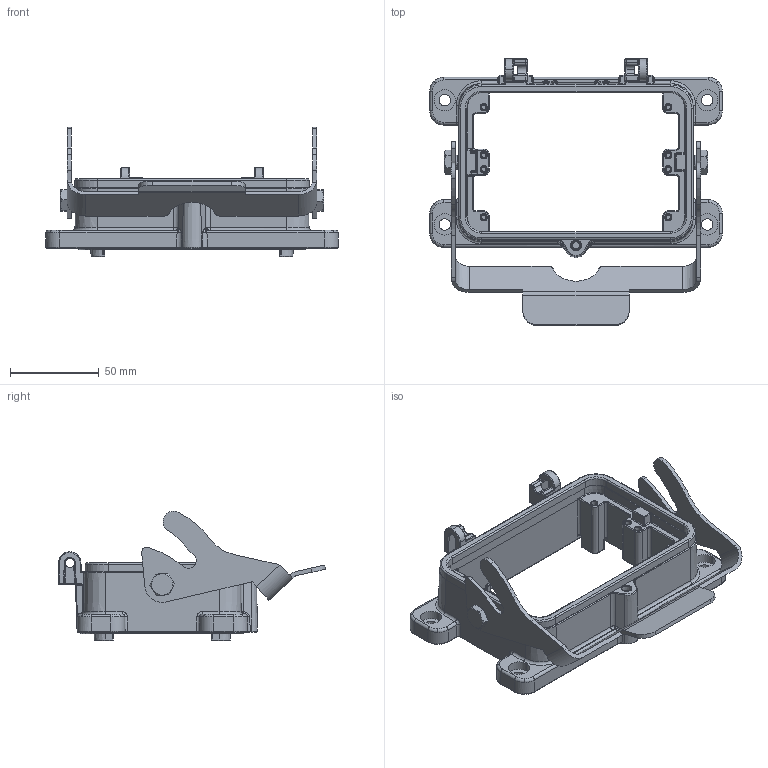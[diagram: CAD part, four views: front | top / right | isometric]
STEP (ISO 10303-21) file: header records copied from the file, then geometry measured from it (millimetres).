
FILE_DESCRIPTION(/* description */ (''),/* implementation_level */ '2;1');
FILE_NAME(/* name */ '3D_1240483251001_HV48B-BK-1L_S_V1.1.stp',/* time_stamp */ '2024-02-04T19:58:56+08:00',/* author */ (''),/* organization */ (''),/* preprocessor_version */ 'ST-DEVELOPER v18.1',/* originating_system */ 'SIEMENS PLM Software NX 1980',/* authorisation */ '');
FILE_SCHEMA (('AP203_CONFIGURATION_CONTROLLED_3D_DESIGN_OF_MECHANICAL_PARTS_AND_ASSEMBLIES_MIM_LF { 1 0 10303 403 2 1 2}'));
Length unit declared in the file: millimetre
Products named in the file (6): 密封圈; 底垫; 螺钉; 1_stp; H48B-BK_step; _asm1
Assembly tree (6 placements, depth 2):
  _asm1
    H48B-BK_step
    1_stp
    螺钉  x2
    底垫
    密封圈
Bounding box: 164.99 x 150.58 x 73.17 mm (x, y, z)
Volume: 154020.1 mm3; surface area: 82233.5 mm2
Topology: 6 solids, 6 shells, 1185 faces, 2850 edges, 1639 vertices
Faces by surface type: cylinder 463, torus 286, plane 236, cone 103, sphere 53, bspline 44
Full cylindrical faces by diameter (mm): 4.8 x2
Entity records: 35496 total; most frequent: CARTESIAN_POINT 10078, ORIENTED_EDGE 5464, DIRECTION 4821, EDGE_CURVE 2732, AXIS2_PLACEMENT_3D 1893, VERTEX_POINT 1609, EDGE_LOOP 1215, ADVANCED_FACE 1163
